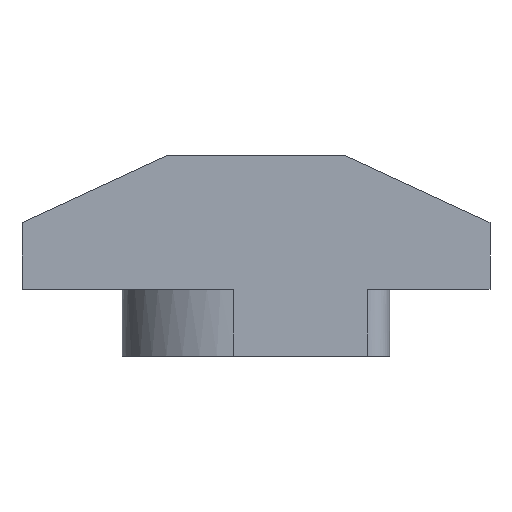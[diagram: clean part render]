
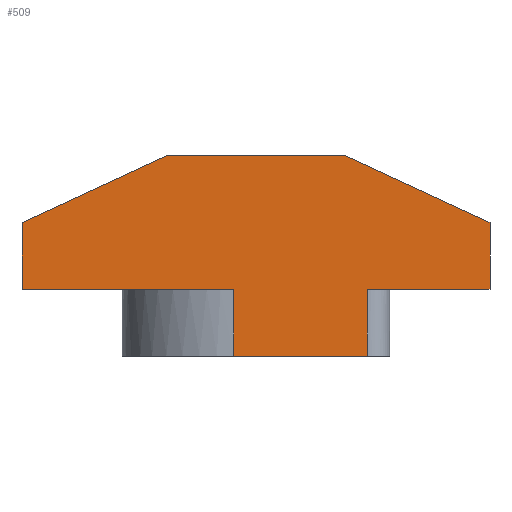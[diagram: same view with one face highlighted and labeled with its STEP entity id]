
A CAD part, front view. The second image highlights one B-rep face of the part: STEP entity #509.
In plain terms, the highlighted free-form (B-spline) face has degree [1, 1] with [2, 2] control points.
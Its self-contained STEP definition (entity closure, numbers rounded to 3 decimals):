
#432=(
BOUNDED_SURFACE()
B_SPLINE_SURFACE(1,1,((#433,#434),(#435,#436)),.UNSPECIFIED.,.F.,.F.,.F.)
B_SPLINE_SURFACE_WITH_KNOTS((2,2),(2,2),(0.000,1.000),(0.000,1.000),.UNSPECIFIED.)
GEOMETRIC_REPRESENTATION_ITEM()
RATIONAL_B_SPLINE_SURFACE(((1.,1.),(1.,1.)))
REPRESENTATION_ITEM('')
SURFACE()
);
#433=CARTESIAN_POINT('',(5.492,-3.,3.242));
#434=CARTESIAN_POINT('',(5.492,-3.,-1.742));
#435=CARTESIAN_POINT('',(-5.492,-3.,3.242));
#436=CARTESIAN_POINT('',(-5.492,-3.,-1.742));
#437=CARTESIAN_POINT('',(5.25,-3.,0.));
#438=VERTEX_POINT('',#437);
#439=(
BOUNDED_CURVE()
B_SPLINE_CURVE(1,(#440,#441),.UNSPECIFIED.,.F.,.F.)
B_SPLINE_CURVE_WITH_KNOTS((2,2),(0.000,1.000),.UNSPECIFIED.)
CURVE()
GEOMETRIC_REPRESENTATION_ITEM()
RATIONAL_B_SPLINE_CURVE((1.,1.))
REPRESENTATION_ITEM('')
);
#440=CARTESIAN_POINT('',(5.25,-3.,0.));
#441=CARTESIAN_POINT('',(2.5,-3.,0.));
#442=CARTESIAN_POINT('',(2.5,-3.,0.));
#443=VERTEX_POINT('',#442);
#444=EDGE_CURVE('',#438,#443,#439,.T.);
#445=ORIENTED_EDGE('',*,*,#444,.T.);
#446=(
BOUNDED_CURVE()
B_SPLINE_CURVE(1,(#447,#448),.UNSPECIFIED.,.F.,.F.)
B_SPLINE_CURVE_WITH_KNOTS((2,2),(0.000,1.000),.UNSPECIFIED.)
CURVE()
GEOMETRIC_REPRESENTATION_ITEM()
RATIONAL_B_SPLINE_CURVE((1.,1.))
REPRESENTATION_ITEM('')
);
#447=CARTESIAN_POINT('',(2.5,-3.,0.));
#448=CARTESIAN_POINT('',(2.5,-3.,-1.5));
#449=CARTESIAN_POINT('',(2.5,-3.,-1.5));
#450=VERTEX_POINT('',#449);
#451=EDGE_CURVE('',#443,#450,#446,.T.);
#452=ORIENTED_EDGE('',*,*,#451,.T.);
#453=(
BOUNDED_CURVE()
B_SPLINE_CURVE(1,(#454,#455),.UNSPECIFIED.,.F.,.F.)
B_SPLINE_CURVE_WITH_KNOTS((2,2),(0.000,1.000),.UNSPECIFIED.)
CURVE()
GEOMETRIC_REPRESENTATION_ITEM()
RATIONAL_B_SPLINE_CURVE((1.,1.))
REPRESENTATION_ITEM('')
);
#454=CARTESIAN_POINT('',(2.5,-3.,-1.5));
#455=CARTESIAN_POINT('',(-0.5,-3.,-1.5));
#456=CARTESIAN_POINT('',(-0.5,-3.,-1.5));
#457=VERTEX_POINT('',#456);
#458=EDGE_CURVE('',#450,#457,#453,.T.);
#459=ORIENTED_EDGE('',*,*,#458,.T.);
#460=(
BOUNDED_CURVE()
B_SPLINE_CURVE(1,(#461,#462),.UNSPECIFIED.,.F.,.F.)
B_SPLINE_CURVE_WITH_KNOTS((2,2),(0.000,1.000),.UNSPECIFIED.)
CURVE()
GEOMETRIC_REPRESENTATION_ITEM()
RATIONAL_B_SPLINE_CURVE((1.,1.))
REPRESENTATION_ITEM('')
);
#461=CARTESIAN_POINT('',(-0.5,-3.,-1.5));
#462=CARTESIAN_POINT('',(-0.5,-3.,0.));
#463=CARTESIAN_POINT('',(-0.5,-3.,0.));
#464=VERTEX_POINT('',#463);
#465=EDGE_CURVE('',#457,#464,#460,.T.);
#466=ORIENTED_EDGE('',*,*,#465,.T.);
#467=(
BOUNDED_CURVE()
B_SPLINE_CURVE(1,(#468,#469),.UNSPECIFIED.,.F.,.F.)
B_SPLINE_CURVE_WITH_KNOTS((2,2),(0.000,1.000),.UNSPECIFIED.)
CURVE()
GEOMETRIC_REPRESENTATION_ITEM()
RATIONAL_B_SPLINE_CURVE((1.,1.))
REPRESENTATION_ITEM('')
);
#468=CARTESIAN_POINT('',(-0.5,-3.,0.));
#469=CARTESIAN_POINT('',(-5.25,-3.,0.));
#470=CARTESIAN_POINT('',(-5.25,-3.,0.));
#471=VERTEX_POINT('',#470);
#472=EDGE_CURVE('',#464,#471,#467,.T.);
#473=ORIENTED_EDGE('',*,*,#472,.T.);
#474=(
BOUNDED_CURVE()
B_SPLINE_CURVE(1,(#475,#476),.UNSPECIFIED.,.F.,.F.)
B_SPLINE_CURVE_WITH_KNOTS((2,2),(0.000,1.000),.UNSPECIFIED.)
CURVE()
GEOMETRIC_REPRESENTATION_ITEM()
RATIONAL_B_SPLINE_CURVE((1.,1.))
REPRESENTATION_ITEM('')
);
#475=CARTESIAN_POINT('',(-5.25,-3.,0.));
#476=CARTESIAN_POINT('',(-5.25,-3.,1.5));
#477=CARTESIAN_POINT('',(-5.25,-3.,1.5));
#478=VERTEX_POINT('',#477);
#479=EDGE_CURVE('',#471,#478,#474,.T.);
#480=ORIENTED_EDGE('',*,*,#479,.T.);
#481=(
BOUNDED_CURVE()
B_SPLINE_CURVE(1,(#482,#483),.UNSPECIFIED.,.F.,.F.)
B_SPLINE_CURVE_WITH_KNOTS((2,2),(0.000,1.000),.UNSPECIFIED.)
CURVE()
GEOMETRIC_REPRESENTATION_ITEM()
RATIONAL_B_SPLINE_CURVE((1.,1.))
REPRESENTATION_ITEM('')
);
#482=CARTESIAN_POINT('',(-5.25,-3.,1.5));
#483=CARTESIAN_POINT('',(-2.,-3.,3.));
#484=CARTESIAN_POINT('',(-2.,-3.,3.));
#485=VERTEX_POINT('',#484);
#486=EDGE_CURVE('',#478,#485,#481,.T.);
#487=ORIENTED_EDGE('',*,*,#486,.T.);
#488=(
BOUNDED_CURVE()
B_SPLINE_CURVE(1,(#489,#490),.UNSPECIFIED.,.F.,.F.)
B_SPLINE_CURVE_WITH_KNOTS((2,2),(0.000,1.000),.UNSPECIFIED.)
CURVE()
GEOMETRIC_REPRESENTATION_ITEM()
RATIONAL_B_SPLINE_CURVE((1.,1.))
REPRESENTATION_ITEM('')
);
#489=CARTESIAN_POINT('',(-2.,-3.,3.));
#490=CARTESIAN_POINT('',(2.,-3.,3.));
#491=CARTESIAN_POINT('',(2.,-3.,3.));
#492=VERTEX_POINT('',#491);
#493=EDGE_CURVE('',#485,#492,#488,.T.);
#494=ORIENTED_EDGE('',*,*,#493,.T.);
#495=(
BOUNDED_CURVE()
B_SPLINE_CURVE(1,(#496,#497),.UNSPECIFIED.,.F.,.F.)
B_SPLINE_CURVE_WITH_KNOTS((2,2),(0.000,1.000),.UNSPECIFIED.)
CURVE()
GEOMETRIC_REPRESENTATION_ITEM()
RATIONAL_B_SPLINE_CURVE((1.,1.))
REPRESENTATION_ITEM('')
);
#496=CARTESIAN_POINT('',(2.,-3.,3.));
#497=CARTESIAN_POINT('',(5.25,-3.,1.5));
#498=CARTESIAN_POINT('',(5.25,-3.,1.5));
#499=VERTEX_POINT('',#498);
#500=EDGE_CURVE('',#492,#499,#495,.T.);
#501=ORIENTED_EDGE('',*,*,#500,.T.);
#502=(
BOUNDED_CURVE()
B_SPLINE_CURVE(1,(#503,#504),.UNSPECIFIED.,.F.,.F.)
B_SPLINE_CURVE_WITH_KNOTS((2,2),(0.000,1.000),.UNSPECIFIED.)
CURVE()
GEOMETRIC_REPRESENTATION_ITEM()
RATIONAL_B_SPLINE_CURVE((1.,1.))
REPRESENTATION_ITEM('')
);
#503=CARTESIAN_POINT('',(5.25,-3.,1.5));
#504=CARTESIAN_POINT('',(5.25,-3.,0.));
#505=EDGE_CURVE('',#499,#438,#502,.T.);
#506=ORIENTED_EDGE('',*,*,#505,.T.);
#507=EDGE_LOOP('',(#445,#452,#459,#466,#473,#480,#487,#494,#501,#506));
#508=FACE_OUTER_BOUND('',#507,.T.);
#509=ADVANCED_FACE('',(#508),#432,.T.);
